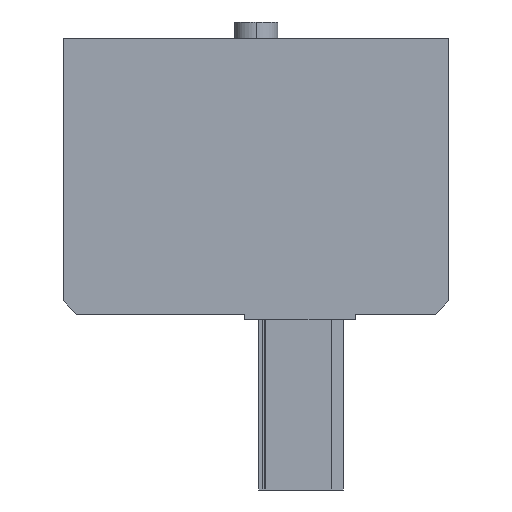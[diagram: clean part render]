
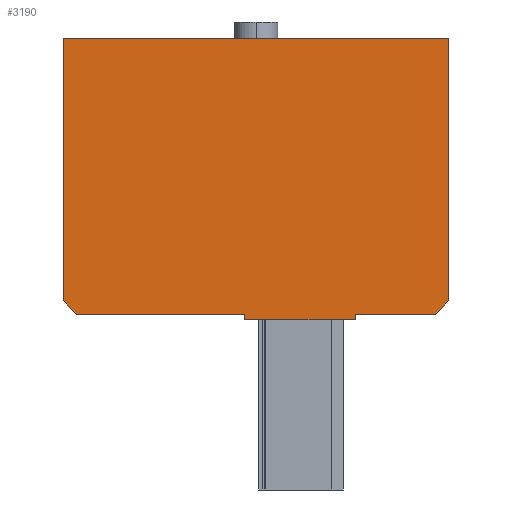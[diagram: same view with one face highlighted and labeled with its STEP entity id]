
A CAD part, left-side view. The second image highlights one B-rep face of the part: STEP entity #3190.
In plain terms, the highlighted planar face has unit normal (-1, 0, 0).
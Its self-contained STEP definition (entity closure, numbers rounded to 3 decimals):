
#3122=AXIS2_PLACEMENT_3D('Plane Axis2P3D',#3119,#3120,#3121) ;
#144=CARTESIAN_POINT('Vertex',(0.,35.05,41.05)) ;
#147=CARTESIAN_POINT('Line Origine',(0.,17.525,41.05)) ;
#151=CARTESIAN_POINT('Vertex',(0.,0.,41.05)) ;
#2011=CARTESIAN_POINT('Line Origine',(0.,35.05,29.125)) ;
#2015=CARTESIAN_POINT('Vertex',(0.,35.05,17.2)) ;
#3119=CARTESIAN_POINT('Axis2P3D Location',(0.,0.,0.)) ;
#3124=CARTESIAN_POINT('Line Origine',(0.,0.,29.125)) ;
#3128=CARTESIAN_POINT('Vertex',(0.,0.,17.2)) ;
#3131=CARTESIAN_POINT('Line Origine',(0.,34.45,16.6)) ;
#3135=CARTESIAN_POINT('Vertex',(0.,33.85,16.)) ;
#3138=CARTESIAN_POINT('Line Origine',(0.,26.2,16.)) ;
#3142=CARTESIAN_POINT('Vertex',(0.,18.55,16.)) ;
#3145=CARTESIAN_POINT('Line Origine',(0.,18.55,15.75)) ;
#3149=CARTESIAN_POINT('Vertex',(0.,18.55,15.5)) ;
#3152=CARTESIAN_POINT('Line Origine',(0.,13.525,15.5)) ;
#3156=CARTESIAN_POINT('Vertex',(0.,8.5,15.5)) ;
#3159=CARTESIAN_POINT('Line Origine',(0.,8.5,15.75)) ;
#3163=CARTESIAN_POINT('Vertex',(0.,8.5,16.)) ;
#3166=CARTESIAN_POINT('Line Origine',(0.,4.85,16.)) ;
#3170=CARTESIAN_POINT('Vertex',(0.,1.2,16.)) ;
#3173=CARTESIAN_POINT('Line Origine',(0.,0.6,16.6)) ;
#148=DIRECTION('Vector Direction',(0.,1.,0.)) ;
#2012=DIRECTION('Vector Direction',(0.,0.,-1.)) ;
#3120=DIRECTION('Axis2P3D Direction',(-1.,0.,0.)) ;
#3121=DIRECTION('Axis2P3D XDirection',(0.,0.,1.)) ;
#3125=DIRECTION('Vector Direction',(0.,0.,1.)) ;
#3132=DIRECTION('Vector Direction',(0.,-0.707,-0.707)) ;
#3139=DIRECTION('Vector Direction',(0.,-1.,0.)) ;
#3146=DIRECTION('Vector Direction',(0.,0.,-1.)) ;
#3153=DIRECTION('Vector Direction',(0.,-1.,0.)) ;
#3160=DIRECTION('Vector Direction',(0.,0.,-1.)) ;
#3167=DIRECTION('Vector Direction',(0.,-1.,0.)) ;
#3174=DIRECTION('Vector Direction',(0.,-0.707,0.707)) ;
#149=VECTOR('Line Direction',#148,1.) ;
#2013=VECTOR('Line Direction',#2012,1.) ;
#3126=VECTOR('Line Direction',#3125,1.) ;
#3133=VECTOR('Line Direction',#3132,1.) ;
#3140=VECTOR('Line Direction',#3139,1.) ;
#3147=VECTOR('Line Direction',#3146,1.) ;
#3154=VECTOR('Line Direction',#3153,1.) ;
#3161=VECTOR('Line Direction',#3160,1.) ;
#3168=VECTOR('Line Direction',#3167,1.) ;
#3175=VECTOR('Line Direction',#3174,1.) ;
#3179=ORIENTED_EDGE('',*,*,#3130,.T.) ;
#3180=ORIENTED_EDGE('',*,*,#153,.T.) ;
#3181=ORIENTED_EDGE('',*,*,#2017,.T.) ;
#3182=ORIENTED_EDGE('',*,*,#3137,.T.) ;
#3183=ORIENTED_EDGE('',*,*,#3144,.T.) ;
#3184=ORIENTED_EDGE('',*,*,#3151,.T.) ;
#3185=ORIENTED_EDGE('',*,*,#3158,.T.) ;
#3186=ORIENTED_EDGE('',*,*,#3165,.T.) ;
#3187=ORIENTED_EDGE('',*,*,#3172,.T.) ;
#3188=ORIENTED_EDGE('',*,*,#3177,.T.) ;
#3190=ADVANCED_FACE('HOUSING',(#3189),#3123,.T.) ;
#153=EDGE_CURVE('',#152,#145,#150,.T.) ;
#2017=EDGE_CURVE('',#145,#2016,#2014,.T.) ;
#3130=EDGE_CURVE('',#3129,#152,#3127,.T.) ;
#3137=EDGE_CURVE('',#2016,#3136,#3134,.T.) ;
#3144=EDGE_CURVE('',#3136,#3143,#3141,.T.) ;
#3151=EDGE_CURVE('',#3143,#3150,#3148,.T.) ;
#3158=EDGE_CURVE('',#3150,#3157,#3155,.T.) ;
#3165=EDGE_CURVE('',#3157,#3164,#3162,.F.) ;
#3172=EDGE_CURVE('',#3164,#3171,#3169,.T.) ;
#3177=EDGE_CURVE('',#3171,#3129,#3176,.T.) ;
#3178=EDGE_LOOP('',(#3179,#3180,#3181,#3182,#3183,#3184,#3185,#3186,#3187,#3188)) ;
#3189=FACE_OUTER_BOUND('',#3178,.T.) ;
#150=LINE('Line',#147,#149) ;
#2014=LINE('Line',#2011,#2013) ;
#3127=LINE('Line',#3124,#3126) ;
#3134=LINE('Line',#3131,#3133) ;
#3141=LINE('Line',#3138,#3140) ;
#3148=LINE('Line',#3145,#3147) ;
#3155=LINE('Line',#3152,#3154) ;
#3162=LINE('Line',#3159,#3161) ;
#3169=LINE('Line',#3166,#3168) ;
#3176=LINE('Line',#3173,#3175) ;
#3123=PLANE('',#3122) ;
#145=VERTEX_POINT('',#144) ;
#152=VERTEX_POINT('',#151) ;
#2016=VERTEX_POINT('',#2015) ;
#3129=VERTEX_POINT('',#3128) ;
#3136=VERTEX_POINT('',#3135) ;
#3143=VERTEX_POINT('',#3142) ;
#3150=VERTEX_POINT('',#3149) ;
#3157=VERTEX_POINT('',#3156) ;
#3164=VERTEX_POINT('',#3163) ;
#3171=VERTEX_POINT('',#3170) ;
